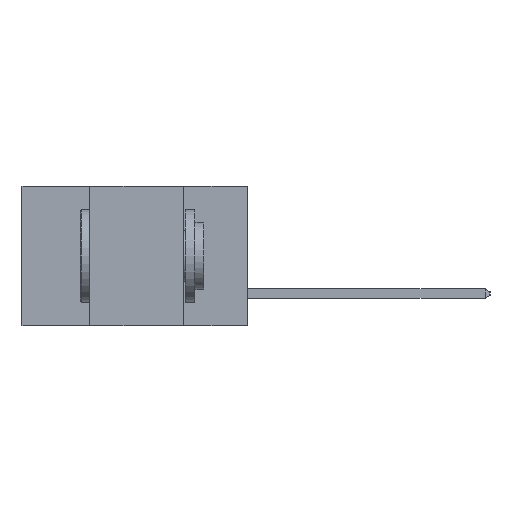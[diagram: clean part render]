
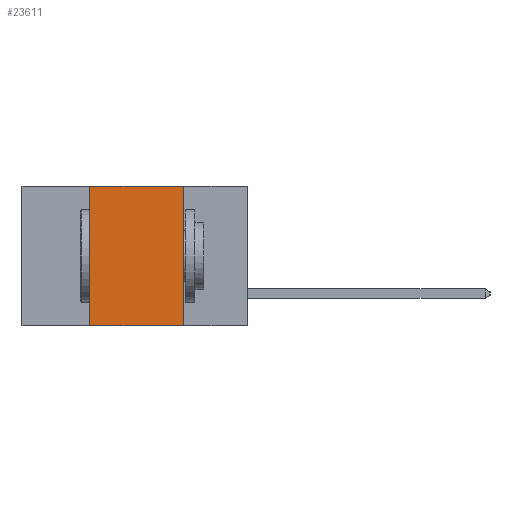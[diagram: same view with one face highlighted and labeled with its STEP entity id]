
A CAD part, left-side view. The second image highlights one B-rep face of the part: STEP entity #23611.
In plain terms, the highlighted planar face has unit normal (-1, 0, 0).
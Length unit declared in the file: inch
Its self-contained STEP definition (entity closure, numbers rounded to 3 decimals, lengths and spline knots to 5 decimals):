
#38 = LINE ( 'NONE', #15876, #26433 ) ;
#2301 = VECTOR ( 'NONE', #24521, 39.37008 ) ;
#3111 = LINE ( 'NONE', #15257, #13645 ) ;
#3854 = VERTEX_POINT ( 'NONE', #20138 ) ;
#4148 = CARTESIAN_POINT ( 'NONE',  ( 0., 0.17, 0. ) ) ;
#4720 = CARTESIAN_POINT ( 'NONE',  ( 0., 0.42, -0.37 ) ) ;
#4991 = VECTOR ( 'NONE', #12135, 39.37008 ) ;
#8710 = ORIENTED_EDGE ( 'NONE', *, *, #23175, .T. ) ;
#9015 = DIRECTION ( 'NONE',  ( 0., 0., -1. ) ) ;
#9654 = DIRECTION ( 'NONE',  ( 0., 0., 1. ) ) ;
#10012 = CARTESIAN_POINT ( 'NONE',  ( 0., 0.6, -0.37 ) ) ;
#10027 = ORIENTED_EDGE ( 'NONE', *, *, #26427, .F. ) ;
#10130 = CARTESIAN_POINT ( 'NONE',  ( 0., 0.6, 0. ) ) ;
#11381 = PLANE ( 'NONE',  #19076 ) ;
#12135 = DIRECTION ( 'NONE',  ( 0., -1., 0. ) ) ;
#13505 = DIRECTION ( 'NONE',  ( 0., 0., -1. ) ) ;
#13645 = VECTOR ( 'NONE', #9015, 39.37008 ) ;
#14615 = CARTESIAN_POINT ( 'NONE',  ( 0., 0.17, -0.37 ) ) ;
#15257 = CARTESIAN_POINT ( 'NONE',  ( 0., 0.17, -0.37 ) ) ;
#15876 = CARTESIAN_POINT ( 'NONE',  ( 0., 0.42, -0.37 ) ) ;
#16223 = ORIENTED_EDGE ( 'NONE', *, *, #20965, .F. ) ;
#18291 = LINE ( 'NONE', #10130, #2301 ) ;
#19076 = AXIS2_PLACEMENT_3D ( 'NONE', #21620, #23566, #13505 ) ;
#20138 = CARTESIAN_POINT ( 'NONE',  ( 0., 0.42, 0. ) ) ;
#20174 = VERTEX_POINT ( 'NONE', #4720 ) ;
#20330 = ORIENTED_EDGE ( 'NONE', *, *, #20436, .F. ) ;
#20436 = EDGE_CURVE ( 'NONE', #20174, #3854, #38, .T. ) ;
#20965 = EDGE_CURVE ( 'NONE', #26552, #23286, #3111, .T. ) ;
#21540 = LINE ( 'NONE', #10012, #4991 ) ;
#21620 = CARTESIAN_POINT ( 'NONE',  ( 0., 0.6, 0. ) ) ;
#23175 = EDGE_CURVE ( 'NONE', #20174, #23286, #21540, .T. ) ;
#23286 = VERTEX_POINT ( 'NONE', #14615 ) ;
#23566 = DIRECTION ( 'NONE',  ( 1., 0., 0. ) ) ;
#23611 = ADVANCED_FACE ( 'NONE', ( #26918 ), #11381, .F. ) ;
#24521 = DIRECTION ( 'NONE',  ( 0., -1., 0. ) ) ;
#25752 = EDGE_LOOP ( 'NONE', ( #16223, #10027, #20330, #8710 ) ) ;
#26427 = EDGE_CURVE ( 'NONE', #3854, #26552, #18291, .T. ) ;
#26433 = VECTOR ( 'NONE', #9654, 39.37008 ) ;
#26552 = VERTEX_POINT ( 'NONE', #4148 ) ;
#26918 = FACE_OUTER_BOUND ( 'NONE', #25752, .T. ) ;
